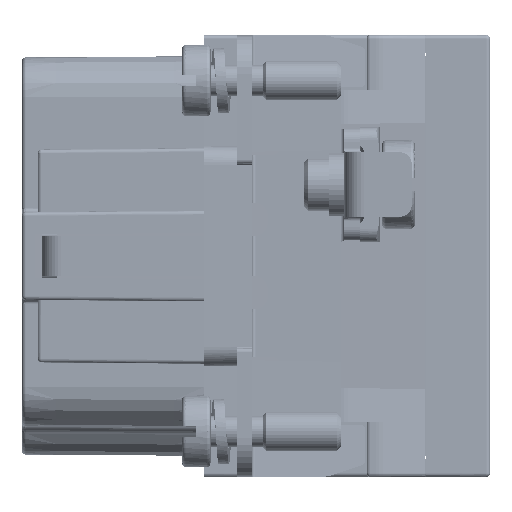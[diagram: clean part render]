
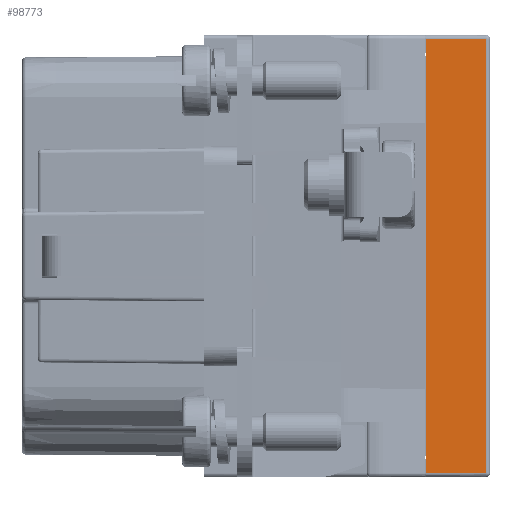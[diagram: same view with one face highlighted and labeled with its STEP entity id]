
A CAD part, left-side view. The second image highlights one B-rep face of the part: STEP entity #98773.
In plain terms, the highlighted planar face has unit normal (-1, -0.018, 0).
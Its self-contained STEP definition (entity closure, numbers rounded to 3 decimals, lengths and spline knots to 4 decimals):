
#6333=CARTESIAN_POINT('',(-1.7717,-0.6732,
0.6575));
#6335=DIRECTION('',(0.,0.,-1.));
#6336=VECTOR('',#6335,1.315);
#6337=CARTESIAN_POINT('',(-1.7717,-0.6732,
0.6575));
#6338=LINE('',#6337,#6336);
#6648=DIRECTION('',(-0.017,1.,0.));
#6649=VECTOR('',#6648,0.1813);
#6650=CARTESIAN_POINT('',(-1.7685,-0.8545,
0.6575));
#6651=LINE('',#6650,#6649);
#6652=DIRECTION('',(0.017,-1.,0.));
#6653=VECTOR('',#6652,0.1813);
#6654=CARTESIAN_POINT('',(-1.7717,-0.6732,
-0.6575));
#6655=LINE('',#6654,#6653);
#6671=DIRECTION('',(0.,0.,1.));
#6672=VECTOR('',#6671,1.315);
#6673=CARTESIAN_POINT('',(-1.7685,-0.8545,
-0.6575));
#6674=LINE('',#6673,#6672);
#86648=VERTEX_POINT('',#6333);
#86649=CARTESIAN_POINT('',(-1.7717,-0.6732,
-0.6575));
#86650=VERTEX_POINT('',#86649);
#88375=CARTESIAN_POINT('',(-1.7685,-0.8545,
0.6575));
#88376=VERTEX_POINT('',#88375);
#88377=CARTESIAN_POINT('',(-1.7685,-0.8545,
-0.6575));
#88378=VERTEX_POINT('',#88377);
#98760=CARTESIAN_POINT('',(-1.7717,-0.6732,
-0.6693));
#98761=DIRECTION('',(-1.,-0.017,0.));
#98762=DIRECTION('',(0.,0.,1.));
#98763=AXIS2_PLACEMENT_3D('',#98760,#98761,#98762);
#98764=PLANE('',#98763);
#98766=ORIENTED_EDGE('',*,*,#98765,.F.);
#98767=ORIENTED_EDGE('',*,*,#98360,.F.);
#98768=ORIENTED_EDGE('',*,*,#98752,.F.);
#98770=ORIENTED_EDGE('',*,*,#98769,.F.);
#98771=EDGE_LOOP('',(#98766,#98767,#98768,#98770));
#98772=FACE_OUTER_BOUND('',#98771,.F.);
#98773=ADVANCED_FACE('',(#98772),#98764,.T.);
#98360=EDGE_CURVE('',#86648,#86650,#6338,.T.);
#98752=EDGE_CURVE('',#88376,#86648,#6651,.T.);
#98765=EDGE_CURVE('',#86650,#88378,#6655,.T.);
#98769=EDGE_CURVE('',#88378,#88376,#6674,.T.);
